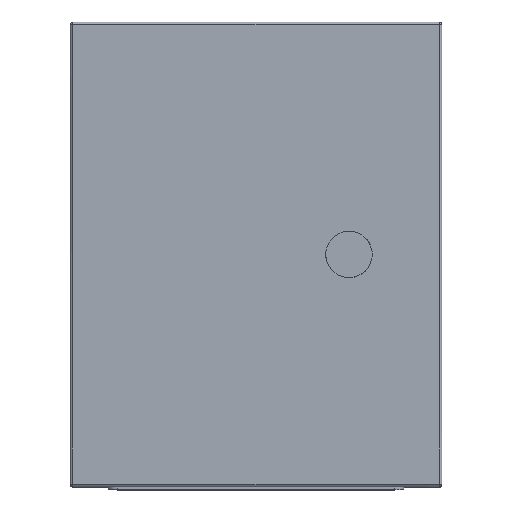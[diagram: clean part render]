
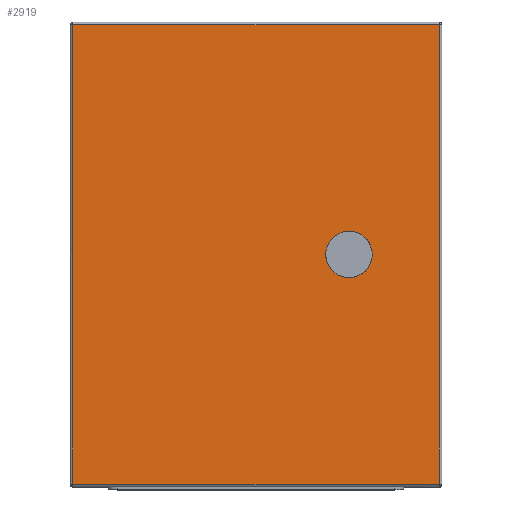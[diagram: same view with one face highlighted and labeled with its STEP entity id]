
A CAD part, top view. The second image highlights one B-rep face of the part: STEP entity #2919.
In plain terms, the highlighted free-form (B-spline) face has degree [1, 1] with [2, 2] control points.
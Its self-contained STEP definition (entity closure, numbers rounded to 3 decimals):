
#2919 = ADVANCED_FACE('',(#2920,#2934),#2964,.T.);
#2920 = FACE_BOUND('',#2921,.T.);
#2921 = EDGE_LOOP('',(#2922));
#2922 = ORIENTED_EDGE('',*,*,#2923,.T.);
#2923 = EDGE_CURVE('',#2924,#2924,#2926,.T.);
#2924 = VERTEX_POINT('',#2925);
#2925 = CARTESIAN_POINT('',(65.11,0.,
    20.835));
#2926 = ( BOUNDED_CURVE() B_SPLINE_CURVE(2,(#2927,#2928,#2929,#2930,
#2931,#2932,#2933),.UNSPECIFIED.,.T.,.F.) B_SPLINE_CURVE_WITH_KNOTS((1,2
    ,2,2,2,1),(-2.094,0.,2.094,4.189,
6.283,8.378),.UNSPECIFIED.) CURVE() 
GEOMETRIC_REPRESENTATION_ITEM() RATIONAL_B_SPLINE_CURVE((1.,0.5,1.,0.5,
1.,0.5,1.)) REPRESENTATION_ITEM('') );
#2927 = CARTESIAN_POINT('',(65.11,0.,
    20.835));
#2928 = CARTESIAN_POINT('',(65.11,-22.555,
    20.835));
#2929 = CARTESIAN_POINT('',(45.577,-11.277,
    20.835));
#2930 = CARTESIAN_POINT('',(26.044,0.,
    20.835));
#2931 = CARTESIAN_POINT('',(45.577,11.277,20.835
    ));
#2932 = CARTESIAN_POINT('',(65.11,22.555,
    20.835));
#2933 = CARTESIAN_POINT('',(65.11,0.,
    20.835));
#2934 = FACE_BOUND('',#2935,.T.);
#2935 = EDGE_LOOP('',(#2936,#2945,#2952,#2959));
#2936 = ORIENTED_EDGE('',*,*,#2937,.T.);
#2937 = EDGE_CURVE('',#2938,#2940,#2942,.T.);
#2938 = VERTEX_POINT('',#2939);
#2939 = CARTESIAN_POINT('',(-102.613,128.657,
    20.835));
#2940 = VERTEX_POINT('',#2941);
#2941 = CARTESIAN_POINT('',(-102.613,-128.657,
    20.835));
#2942 = B_SPLINE_CURVE_WITH_KNOTS('',1,(#2943,#2944),.UNSPECIFIED.,.F.,
  .F.,(2,2),(-123.5,123.5),.PIECEWISE_BEZIER_KNOTS.);
#2943 = CARTESIAN_POINT('',(-102.613,128.657,
    20.835));
#2944 = CARTESIAN_POINT('',(-102.613,-128.657,
    20.835));
#2945 = ORIENTED_EDGE('',*,*,#2946,.T.);
#2946 = EDGE_CURVE('',#2940,#2947,#2949,.T.);
#2947 = VERTEX_POINT('',#2948);
#2948 = CARTESIAN_POINT('',(102.613,-128.657,
    20.835));
#2949 = B_SPLINE_CURVE_WITH_KNOTS('',1,(#2950,#2951),.UNSPECIFIED.,.F.,
  .F.,(2,2),(-98.5,98.5),.PIECEWISE_BEZIER_KNOTS.);
#2950 = CARTESIAN_POINT('',(-102.613,-128.657,
    20.835));
#2951 = CARTESIAN_POINT('',(102.613,-128.657,
    20.835));
#2952 = ORIENTED_EDGE('',*,*,#2953,.T.);
#2953 = EDGE_CURVE('',#2947,#2954,#2956,.T.);
#2954 = VERTEX_POINT('',#2955);
#2955 = CARTESIAN_POINT('',(102.613,128.657,
    20.835));
#2956 = B_SPLINE_CURVE_WITH_KNOTS('',1,(#2957,#2958),.UNSPECIFIED.,.F.,
  .F.,(2,2),(-123.5,123.5),.PIECEWISE_BEZIER_KNOTS.);
#2957 = CARTESIAN_POINT('',(102.613,-128.657,
    20.835));
#2958 = CARTESIAN_POINT('',(102.613,128.657,
    20.835));
#2959 = ORIENTED_EDGE('',*,*,#2960,.T.);
#2960 = EDGE_CURVE('',#2954,#2938,#2961,.T.);
#2961 = B_SPLINE_CURVE_WITH_KNOTS('',1,(#2962,#2963),.UNSPECIFIED.,.F.,
  .F.,(2,2),(-98.5,98.5),.PIECEWISE_BEZIER_KNOTS.);
#2962 = CARTESIAN_POINT('',(102.613,128.657,
    20.835));
#2963 = CARTESIAN_POINT('',(-102.613,128.657,
    20.835));
#2964 = B_SPLINE_SURFACE_WITH_KNOTS('',1,1,(
    (#2965,#2966)
    ,(#2967,#2968
    )),.UNSPECIFIED.,.F.,.F.,.F.,(2,2),(2,2),(-98.5,98.5),(-123.5,123.5)
  ,.PIECEWISE_BEZIER_KNOTS.);
#2965 = CARTESIAN_POINT('',(-102.613,-128.657,
    20.835));
#2966 = CARTESIAN_POINT('',(-102.613,128.657,
    20.835));
#2967 = CARTESIAN_POINT('',(102.613,-128.657,
    20.835));
#2968 = CARTESIAN_POINT('',(102.613,128.657,
    20.835));
